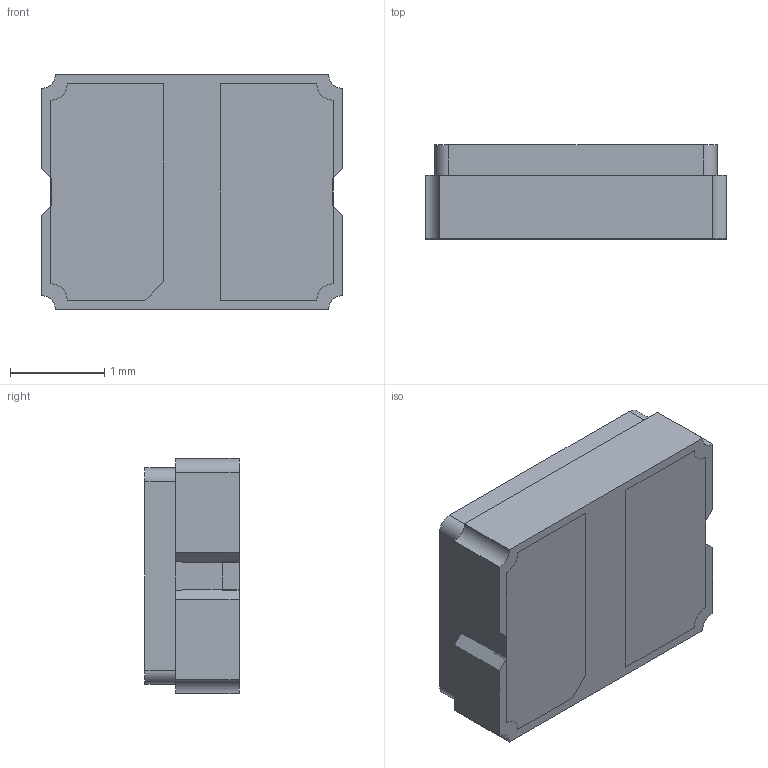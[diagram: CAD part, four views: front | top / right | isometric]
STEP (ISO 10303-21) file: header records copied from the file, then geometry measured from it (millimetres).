
FILE_DESCRIPTION (( 'STEP AP214' ), '1' );
FILE_NAME ('NX3225GD-8MHZ-STD-CRA-3.STEP', '2022-02-16T05:16:49', ( '' ), ( '' ), 'SwSTEP 2.0', 'SolidWorks 2018', '' );
FILE_SCHEMA (( 'AUTOMOTIVE_DESIGN' ));
Length unit declared in the file: millimetre
Products named in the file (2): NX3225GD-8MHZ-STD-CRA-3
Bounding box: 3.2 x 1 x 2.5 mm (x, y, z)
Volume: 7.5 mm3; surface area: 42.2 mm2
Topology: 3 solids, 3 shells, 70 faces, 188 edges, 124 vertices
Faces by surface type: plane 54, cylinder 16
Entity records: 3009 total; most frequent: CARTESIAN_POINT 384, ORIENTED_EDGE 376, DIRECTION 364, EDGE_CURVE 188, LINE 156, VECTOR 156, VERTEX_POINT 124, AXIS2_PLACEMENT_3D 104
